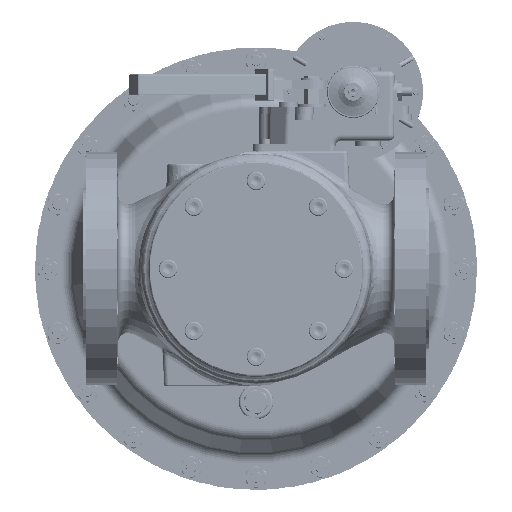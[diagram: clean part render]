
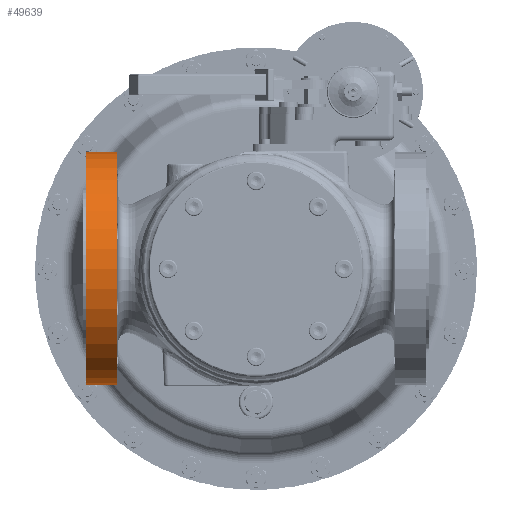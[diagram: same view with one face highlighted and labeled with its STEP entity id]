
A CAD part, front view. The second image highlights one B-rep face of the part: STEP entity #49639.
In plain terms, the highlighted cylindrical face has radius 100 mm (diameter 200 mm), a partial arc.
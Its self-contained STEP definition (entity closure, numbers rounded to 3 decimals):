
#1860 = AXIS2_PLACEMENT_3D ( 'NONE', #41783, #69944, #13661 ) ;
#13661 = DIRECTION ( 'NONE',  ( 0., -1., 0. ) ) ;
#13824 = VECTOR ( 'NONE', #25976, 1000. ) ;
#14082 = CARTESIAN_POINT ( 'NONE',  ( -127.159, 14.307, 198. ) ) ;
#20083 = CARTESIAN_POINT ( 'NONE',  ( -118.669, 14.307, 398. ) ) ;
#22668 = LINE ( 'NONE', #74409, #13824 ) ;
#23629 = VERTEX_POINT ( 'NONE', #101348 ) ;
#25730 = FACE_OUTER_BOUND ( 'NONE', #82543, .T. ) ;
#25976 = DIRECTION ( 'NONE',  ( -1., 0., 0. ) ) ;
#26120 = ORIENTED_EDGE ( 'NONE', *, *, #85264, .T. ) ;
#26793 = CARTESIAN_POINT ( 'NONE',  ( -127.159, 14.307, 398. ) ) ;
#36012 = DIRECTION ( 'NONE',  ( -1., 0., 0. ) ) ;
#37665 = VERTEX_POINT ( 'NONE', #26793 ) ;
#40661 = AXIS2_PLACEMENT_3D ( 'NONE', #92254, #55348, #45074 ) ;
#41783 = CARTESIAN_POINT ( 'NONE',  ( -127.159, 14.307, 298. ) ) ;
#42011 = DIRECTION ( 'NONE',  ( 0., -1., 0. ) ) ;
#43359 = VECTOR ( 'NONE', #105856, 1000. ) ;
#45074 = DIRECTION ( 'NONE',  ( 0., 0., -1. ) ) ;
#47684 = DIRECTION ( 'NONE',  ( 0., 0., -1. ) ) ;
#49639 = ADVANCED_FACE ( 'NONE', ( #25730 ), #67180, .T. ) ;
#53951 = EDGE_CURVE ( 'NONE', #23629, #69995, #116722, .T. ) ;
#55348 = DIRECTION ( 'NONE',  ( -1., 0., 0. ) ) ;
#63257 = ORIENTED_EDGE ( 'NONE', *, *, #103044, .F. ) ;
#67180 = CYLINDRICAL_SURFACE ( 'NONE', #87151, 100. ) ;
#69944 = DIRECTION ( 'NONE',  ( 1., 0., 0. ) ) ;
#69995 = VERTEX_POINT ( 'NONE', #87444 ) ;
#72898 = EDGE_CURVE ( 'NONE', #75302, #107365, #102239, .T. ) ;
#74409 = CARTESIAN_POINT ( 'NONE',  ( -118.669, 14.307, 198. ) ) ;
#75302 = VERTEX_POINT ( 'NONE', #120101 ) ;
#77963 = ORIENTED_EDGE ( 'NONE', *, *, #72898, .F. ) ;
#80098 = DIRECTION ( 'NONE',  ( 1., 0., 0. ) ) ;
#82543 = EDGE_LOOP ( 'NONE', ( #105483, #26120, #113724, #63257, #77963 ) ) ;
#85264 = EDGE_CURVE ( 'NONE', #37665, #69995, #98142, .T. ) ;
#85357 = AXIS2_PLACEMENT_3D ( 'NONE', #89658, #80098, #42011 ) ;
#87151 = AXIS2_PLACEMENT_3D ( 'NONE', #104462, #36012, #47684 ) ;
#87444 = CARTESIAN_POINT ( 'NONE',  ( -153.759, 14.307, 398. ) ) ;
#89658 = CARTESIAN_POINT ( 'NONE',  ( -127.159, 14.307, 298. ) ) ;
#92254 = CARTESIAN_POINT ( 'NONE',  ( -153.759, 14.307, 298. ) ) ;
#98142 = LINE ( 'NONE', #20083, #43359 ) ;
#101348 = CARTESIAN_POINT ( 'NONE',  ( -153.759, 14.307, 198. ) ) ;
#102239 = CIRCLE ( 'NONE', #1860, 100. ) ;
#103044 = EDGE_CURVE ( 'NONE', #107365, #23629, #22668, .T. ) ;
#103394 = EDGE_CURVE ( 'NONE', #37665, #75302, #108574, .T. ) ;
#104462 = CARTESIAN_POINT ( 'NONE',  ( -118.669, 14.307, 298. ) ) ;
#105483 = ORIENTED_EDGE ( 'NONE', *, *, #103394, .F. ) ;
#105856 = DIRECTION ( 'NONE',  ( -1., 0., 0. ) ) ;
#107365 = VERTEX_POINT ( 'NONE', #14082 ) ;
#108574 = CIRCLE ( 'NONE', #85357, 100. ) ;
#113724 = ORIENTED_EDGE ( 'NONE', *, *, #53951, .F. ) ;
#116722 = CIRCLE ( 'NONE', #40661, 100. ) ;
#120101 = CARTESIAN_POINT ( 'NONE',  ( -127.159, -85.693, 298. ) ) ;
